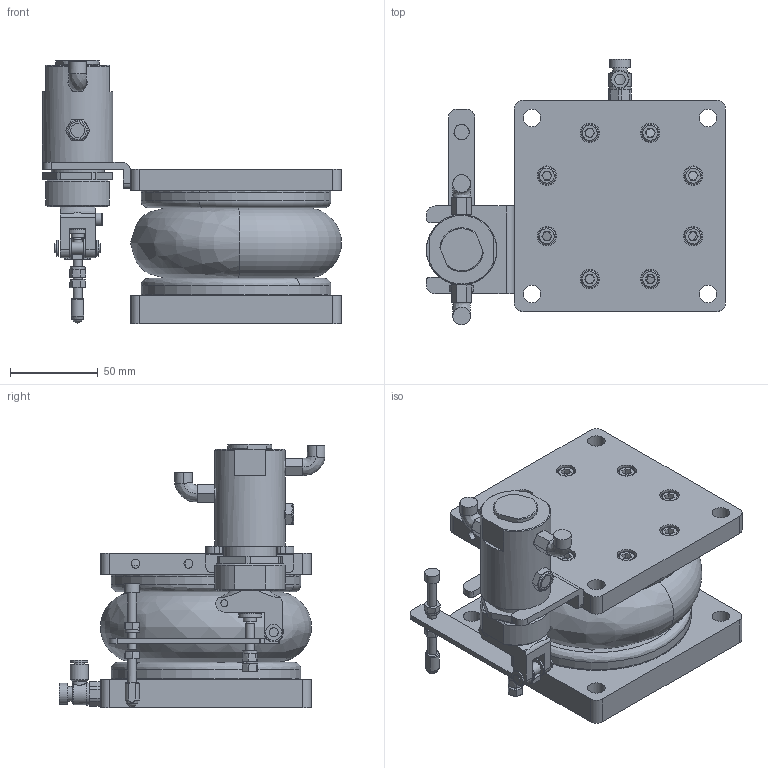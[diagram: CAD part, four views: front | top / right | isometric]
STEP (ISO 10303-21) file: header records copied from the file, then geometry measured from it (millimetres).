
FILE_DESCRIPTION (( 'STEP AP214' ), '1' );
FILE_NAME ('516456.STEP', '2025-01-03T04:04:48', ( 'Windows User' ), ( 'P R C' ), 'SwSTEP 2.0', 'SolidWorks 2020', '' );
FILE_SCHEMA (( 'AUTOMOTIVE_DESIGN' ));
Length unit declared in the file: millimetre
Products named in the file (1): 516456
Bounding box: 170 x 151.12 x 150 mm (x, y, z)
Surface area: 167551.6 mm2 (no closed solid volume)
Topology: 0 solids, 49 shells, 557 faces, 1540 edges, 1065 vertices
Faces by surface type: plane 321, cylinder 131, bspline 55, cone 44, torus 6
Full cylindrical faces by diameter (mm): 4 x1, 5 x23, 6 x1, 7 x4, 7.5 x1, 8 x5, 8.1 x1, 8.45 x1, 8.5 x1, 9 x2, 9.7 x1, 10 x10, 10.4 x1, 11 x18, 11.5 x1, 12 x1, 12.6 x1, 12.7 x1, 13 x2, 30 x1, 40 x1, 108 x2
Entity records: 21395 total; most frequent: CARTESIAN_POINT 8692, ORIENTED_EDGE 2549, DIRECTION 2302, EDGE_CURVE 1407, VERTEX_POINT 1016, AXIS2_PLACEMENT_3D 856, EDGE_LOOP 776, FACE_OUTER_BOUND 636
